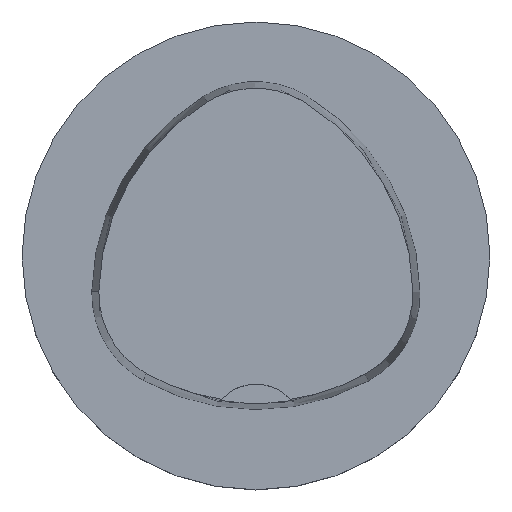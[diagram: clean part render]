
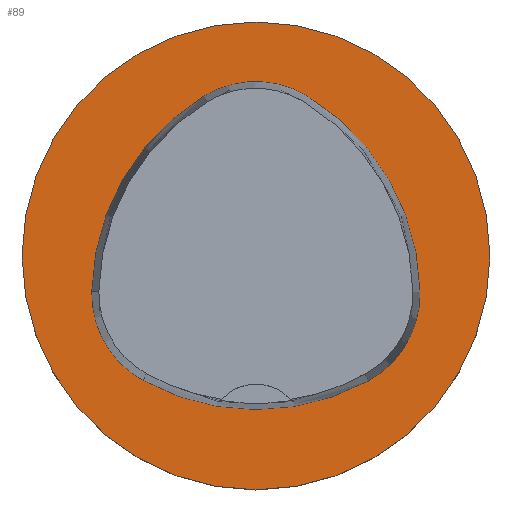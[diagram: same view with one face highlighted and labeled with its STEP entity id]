
A CAD part, top view. The second image highlights one B-rep face of the part: STEP entity #89.
In plain terms, the highlighted planar face has unit normal (0, 0, 1).
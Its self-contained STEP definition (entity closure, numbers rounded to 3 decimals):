
#89=ADVANCED_FACE('',(#117,#118),#99,.T.);
#99=PLANE('',#395);
#117=FACE_BOUND('',#148,.T.);
#118=FACE_BOUND('',#149,.T.);
#148=EDGE_LOOP('',(#211,#212,#213,#214,#215,#216));
#149=EDGE_LOOP('',(#217));
#211=ORIENTED_EDGE('',*,*,#289,.T.);
#212=ORIENTED_EDGE('',*,*,#269,.T.);
#213=ORIENTED_EDGE('',*,*,#273,.T.);
#214=ORIENTED_EDGE('',*,*,#276,.T.);
#215=ORIENTED_EDGE('',*,*,#279,.T.);
#216=ORIENTED_EDGE('',*,*,#287,.T.);
#217=ORIENTED_EDGE('',*,*,#264,.F.);
#236=VERTEX_POINT('',#537);
#241=VERTEX_POINT('',#553);
#242=VERTEX_POINT('',#554);
#245=VERTEX_POINT('',#562);
#247=VERTEX_POINT('',#568);
#249=VERTEX_POINT('',#574);
#256=VERTEX_POINT('',#595);
#264=EDGE_CURVE('',#236,#236,#300,.T.);
#269=EDGE_CURVE('',#241,#242,#305,.T.);
#273=EDGE_CURVE('',#242,#245,#307,.T.);
#276=EDGE_CURVE('',#245,#247,#309,.T.);
#279=EDGE_CURVE('',#247,#249,#311,.T.);
#287=EDGE_CURVE('',#249,#256,#315,.T.);
#289=EDGE_CURVE('',#256,#241,#317,.T.);
#300=CIRCLE('',#362,20.);
#305=CIRCLE('',#373,20.);
#307=CIRCLE('',#376,8.5);
#309=CIRCLE('',#379,20.);
#311=CIRCLE('',#382,8.5);
#315=CIRCLE('',#387,20.);
#317=CIRCLE('',#390,8.5);
#362=AXIS2_PLACEMENT_3D('',#536,#424,#425);
#373=AXIS2_PLACEMENT_3D('',#552,#446,#447);
#376=AXIS2_PLACEMENT_3D('',#561,#454,#455);
#379=AXIS2_PLACEMENT_3D('',#567,#461,#462);
#382=AXIS2_PLACEMENT_3D('',#573,#468,#469);
#387=AXIS2_PLACEMENT_3D('',#596,#480,#481);
#390=AXIS2_PLACEMENT_3D('',#599,#486,#487);
#395=AXIS2_PLACEMENT_3D('',#604,#496,#497);
#424=DIRECTION('',(0.,0.,-1.));
#425=DIRECTION('',(-1.,0.,0.));
#446=DIRECTION('',(0.,0.,-1.));
#447=DIRECTION('',(-1.,0.,0.));
#454=DIRECTION('',(0.,0.,-1.));
#455=DIRECTION('',(-1.,0.,0.));
#461=DIRECTION('',(0.,0.,-1.));
#462=DIRECTION('',(-1.,0.,0.));
#468=DIRECTION('',(0.,0.,-1.));
#469=DIRECTION('',(-1.,0.,0.));
#480=DIRECTION('',(0.,0.,-1.));
#481=DIRECTION('',(-1.,0.,0.));
#486=DIRECTION('',(0.,0.,-1.));
#487=DIRECTION('',(-1.,0.,0.));
#496=DIRECTION('',(0.,0.,1.));
#497=DIRECTION('',(1.,0.,0.));
#536=CARTESIAN_POINT('',(0.,0.,0.));
#537=CARTESIAN_POINT('',(-20.,0.,0.));
#552=CARTESIAN_POINT('',(5.955,-3.414,0.));
#553=CARTESIAN_POINT('',(-14.041,-3.042,0.));
#554=CARTESIAN_POINT('',(-4.472,13.653,0.));
#561=CARTESIAN_POINT('',(-0.04,6.4,0.));
#562=CARTESIAN_POINT('',(4.347,13.68,0.));
#567=CARTESIAN_POINT('',(-5.976,-3.45,0.));
#568=CARTESIAN_POINT('',(14.021,-3.075,0.));
#573=CARTESIAN_POINT('',(5.522,-3.235,0.));
#574=CARTESIAN_POINT('',(9.588,-10.699,0.));
#595=CARTESIAN_POINT('',(-9.655,-10.639,0.));
#596=CARTESIAN_POINT('',(0.022,6.864,0.));
#599=CARTESIAN_POINT('',(-5.543,-3.2,0.));
#604=CARTESIAN_POINT('',(0.,0.,0.));
